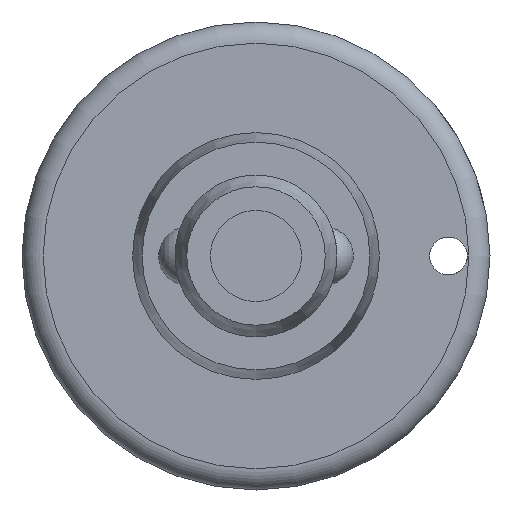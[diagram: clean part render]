
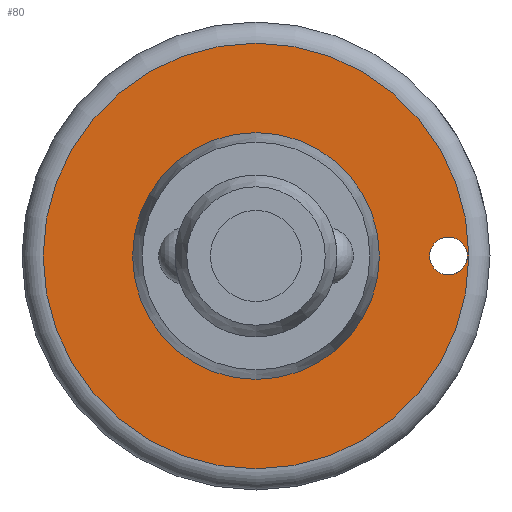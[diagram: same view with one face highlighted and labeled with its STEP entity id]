
A CAD part, front view. The second image highlights one B-rep face of the part: STEP entity #80.
In plain terms, the highlighted planar face has unit normal (0, -1, 0).
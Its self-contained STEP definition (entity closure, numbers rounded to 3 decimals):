
#80 = ADVANCED_FACE( '', ( #173, #174, #175 ), #176, .F. );
#173 = FACE_OUTER_BOUND( '', #261, .T. );
#174 = FACE_BOUND( '', #262, .T. );
#175 = FACE_BOUND( '', #263, .T. );
#176 = PLANE( '', #264 );
#261 = EDGE_LOOP( '', ( #382 ) );
#262 = EDGE_LOOP( '', ( #383 ) );
#263 = EDGE_LOOP( '', ( #384 ) );
#264 = AXIS2_PLACEMENT_3D( '', #385, #386, #387 );
#382 = ORIENTED_EDGE( '', *, *, #418, .F. );
#383 = ORIENTED_EDGE( '', *, *, #399, .T. );
#384 = ORIENTED_EDGE( '', *, *, #431, .T. );
#385 = CARTESIAN_POINT( '', ( -9.15, 21.56, 0. ) );
#386 = DIRECTION( '', ( 0., 1., 0. ) );
#387 = DIRECTION( '', ( 0., 0., 1. ) );
#399 = EDGE_CURVE( '', #445, #445, #446, .T. );
#418 = EDGE_CURVE( '', #473, #473, #474, .T. );
#431 = EDGE_CURVE( '', #492, #492, #493, .T. );
#445 = VERTEX_POINT( '', #539 );
#446 = CIRCLE( '', #540, 1.4 );
#473 = VERTEX_POINT( '', #673 );
#474 = CIRCLE( '', #674, 15.78 );
#492 = VERTEX_POINT( '', #692 );
#493 = CIRCLE( '', #693, 9.15 );
#539 = CARTESIAN_POINT( '', ( 14.27, 21.56, 1.4 ) );
#540 = AXIS2_PLACEMENT_3D( '', #704, #705, #706 );
#673 = CARTESIAN_POINT( '', ( 0., 21.56, 15.78 ) );
#674 = AXIS2_PLACEMENT_3D( '', #731, #732, #733 );
#692 = CARTESIAN_POINT( '', ( 0., 21.56, 9.15 ) );
#693 = AXIS2_PLACEMENT_3D( '', #749, #750, #751 );
#704 = CARTESIAN_POINT( '', ( 14.27, 21.56, 0. ) );
#705 = DIRECTION( '', ( 0., 1., 0. ) );
#706 = DIRECTION( '', ( 0., 0., 1. ) );
#731 = CARTESIAN_POINT( '', ( 0., 21.56, 0. ) );
#732 = DIRECTION( '', ( 0., 1., 0. ) );
#733 = DIRECTION( '', ( 0., 0., 1. ) );
#749 = CARTESIAN_POINT( '', ( 0., 21.56, 0. ) );
#750 = DIRECTION( '', ( 0., 1., 0. ) );
#751 = DIRECTION( '', ( 0., 0., 1. ) );
